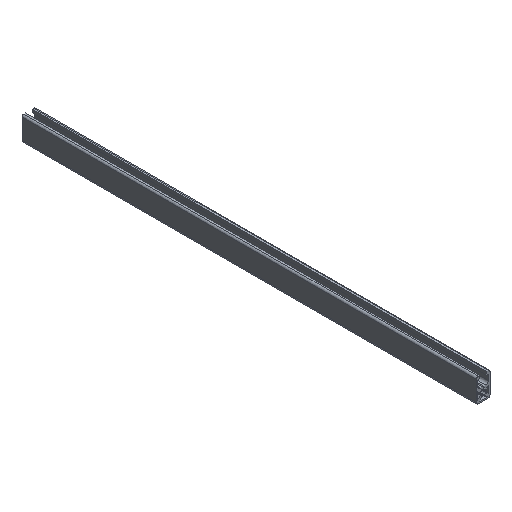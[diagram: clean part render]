
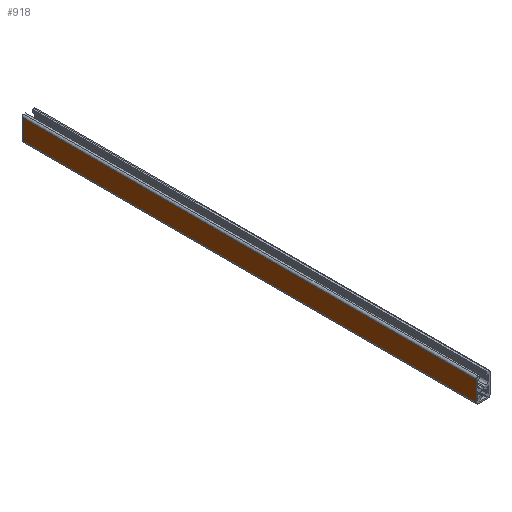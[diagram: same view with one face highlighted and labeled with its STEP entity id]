
A CAD part, isometric view. The second image highlights one B-rep face of the part: STEP entity #918.
In plain terms, the highlighted planar face has unit normal (-1, 0, 0).
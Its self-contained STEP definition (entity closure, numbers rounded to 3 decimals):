
#100=FACE_OUTER_BOUND('',#147,.T.);
#147=EDGE_LOOP('',(#706,#707,#708,#709));
#224=LINE('',#1477,#323);
#225=LINE('',#1480,#324);
#226=LINE('',#1482,#325);
#227=LINE('',#1483,#326);
#323=VECTOR('',#1210,10.);
#324=VECTOR('',#1213,10.);
#325=VECTOR('',#1214,10.);
#326=VECTOR('',#1215,10.);
#423=VERTEX_POINT('',#1473);
#424=VERTEX_POINT('',#1475);
#425=VERTEX_POINT('',#1479);
#426=VERTEX_POINT('',#1481);
#542=EDGE_CURVE('',#423,#424,#224,.T.);
#543=EDGE_CURVE('',#425,#423,#225,.T.);
#544=EDGE_CURVE('',#426,#424,#226,.T.);
#545=EDGE_CURVE('',#425,#426,#227,.T.);
#706=ORIENTED_EDGE('',*,*,#543,.T.);
#707=ORIENTED_EDGE('',*,*,#542,.T.);
#708=ORIENTED_EDGE('',*,*,#544,.F.);
#709=ORIENTED_EDGE('',*,*,#545,.F.);
#874=PLANE('',#1009);
#918=ADVANCED_FACE('',(#100),#874,.T.);
#1009=AXIS2_PLACEMENT_3D('',#1478,#1211,#1212);
#1210=DIRECTION('',(0.,-1.,0.));
#1211=DIRECTION('center_axis',(-1.,0.,0.));
#1212=DIRECTION('ref_axis',(0.,0.,-1.));
#1213=DIRECTION('',(0.,0.,-1.));
#1214=DIRECTION('',(0.,0.,-1.));
#1215=DIRECTION('',(0.,-1.,0.));
#1473=CARTESIAN_POINT('',(0.,-3804.8,2.5));
#1475=CARTESIAN_POINT('',(0.,-4414.4,2.5));
#1477=CARTESIAN_POINT('',(0.,-3804.8,2.5));
#1478=CARTESIAN_POINT('Origin',(0.,-3804.8,29.5));
#1479=CARTESIAN_POINT('',(0.,-3804.8,29.5));
#1480=CARTESIAN_POINT('',(0.,-3804.8,29.5));
#1481=CARTESIAN_POINT('',(0.,-4414.4,29.5));
#1482=CARTESIAN_POINT('',(0.,-4414.4,29.5));
#1483=CARTESIAN_POINT('',(0.,-3804.8,29.5));
